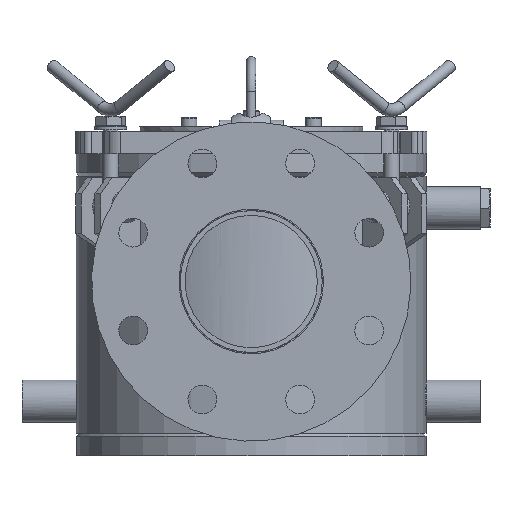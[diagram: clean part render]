
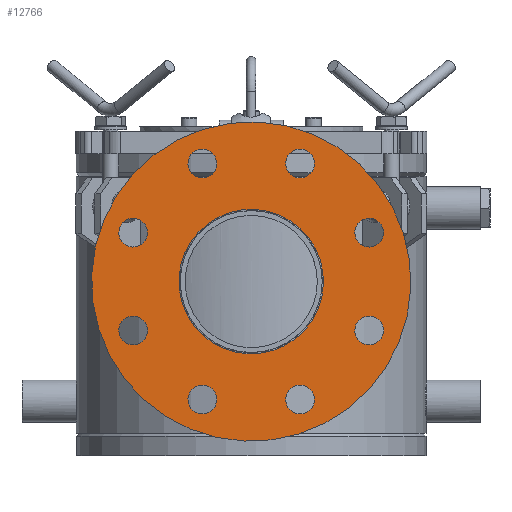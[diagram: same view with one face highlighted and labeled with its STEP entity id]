
A CAD part, front view. The second image highlights one B-rep face of the part: STEP entity #12766.
In plain terms, the highlighted planar face has unit normal (0, -1, 0).
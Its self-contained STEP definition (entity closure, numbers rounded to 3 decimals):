
#2251=PLANE('',#14058);
#2614=FACE_BOUND('',#4582,.T.);
#2615=FACE_BOUND('',#4583,.T.);
#2616=FACE_BOUND('',#4584,.T.);
#2617=FACE_BOUND('',#4585,.T.);
#2618=FACE_BOUND('',#4586,.T.);
#2619=FACE_BOUND('',#4587,.T.);
#2620=FACE_BOUND('',#4588,.T.);
#2621=FACE_BOUND('',#4589,.T.);
#2622=FACE_BOUND('',#4590,.T.);
#3434=FACE_OUTER_BOUND('',#4581,.T.);
#4581=EDGE_LOOP('',(#10920));
#4582=EDGE_LOOP('',(#10921));
#4583=EDGE_LOOP('',(#10922));
#4584=EDGE_LOOP('',(#10923));
#4585=EDGE_LOOP('',(#10924));
#4586=EDGE_LOOP('',(#10925));
#4587=EDGE_LOOP('',(#10926));
#4588=EDGE_LOOP('',(#10927));
#4589=EDGE_LOOP('',(#10928));
#4590=EDGE_LOOP('',(#10929));
#5168=CIRCLE('',#14030,9.);
#5170=CIRCLE('',#14033,9.);
#5172=CIRCLE('',#14036,9.);
#5174=CIRCLE('',#14039,9.);
#5176=CIRCLE('',#14042,9.);
#5178=CIRCLE('',#14045,9.);
#5180=CIRCLE('',#14048,9.);
#5182=CIRCLE('',#14051,9.);
#5183=CIRCLE('',#14053,45.25);
#5185=CIRCLE('',#14056,100.);
#6281=VERTEX_POINT('',#24877);
#6283=VERTEX_POINT('',#24882);
#6285=VERTEX_POINT('',#24887);
#6287=VERTEX_POINT('',#24892);
#6289=VERTEX_POINT('',#24897);
#6291=VERTEX_POINT('',#24902);
#6293=VERTEX_POINT('',#24907);
#6295=VERTEX_POINT('',#24912);
#6296=VERTEX_POINT('',#24915);
#6298=VERTEX_POINT('',#24920);
#7825=EDGE_CURVE('',#6281,#6281,#5168,.T.);
#7827=EDGE_CURVE('',#6283,#6283,#5170,.T.);
#7829=EDGE_CURVE('',#6285,#6285,#5172,.T.);
#7831=EDGE_CURVE('',#6287,#6287,#5174,.T.);
#7833=EDGE_CURVE('',#6289,#6289,#5176,.T.);
#7835=EDGE_CURVE('',#6291,#6291,#5178,.T.);
#7837=EDGE_CURVE('',#6293,#6293,#5180,.T.);
#7839=EDGE_CURVE('',#6295,#6295,#5182,.T.);
#7840=EDGE_CURVE('',#6296,#6296,#5183,.T.);
#7842=EDGE_CURVE('',#6298,#6298,#5185,.T.);
#10920=ORIENTED_EDGE('',*,*,#7842,.F.);
#10921=ORIENTED_EDGE('',*,*,#7825,.T.);
#10922=ORIENTED_EDGE('',*,*,#7827,.T.);
#10923=ORIENTED_EDGE('',*,*,#7829,.T.);
#10924=ORIENTED_EDGE('',*,*,#7831,.T.);
#10925=ORIENTED_EDGE('',*,*,#7833,.T.);
#10926=ORIENTED_EDGE('',*,*,#7835,.T.);
#10927=ORIENTED_EDGE('',*,*,#7837,.T.);
#10928=ORIENTED_EDGE('',*,*,#7839,.T.);
#10929=ORIENTED_EDGE('',*,*,#7840,.T.);
#12766=ADVANCED_FACE('',(#3434,#2614,#2615,#2616,#2617,#2618,#2619,#2620,
#2621,#2622),#2251,.F.);
#14030=AXIS2_PLACEMENT_3D('',#24878,#17243,#17244);
#14033=AXIS2_PLACEMENT_3D('',#24883,#17249,#17250);
#14036=AXIS2_PLACEMENT_3D('',#24888,#17255,#17256);
#14039=AXIS2_PLACEMENT_3D('',#24893,#17261,#17262);
#14042=AXIS2_PLACEMENT_3D('',#24898,#17267,#17268);
#14045=AXIS2_PLACEMENT_3D('',#24903,#17273,#17274);
#14048=AXIS2_PLACEMENT_3D('',#24908,#17279,#17280);
#14051=AXIS2_PLACEMENT_3D('',#24913,#17285,#17286);
#14053=AXIS2_PLACEMENT_3D('',#24916,#17289,#17290);
#14056=AXIS2_PLACEMENT_3D('',#24921,#17295,#17296);
#14058=AXIS2_PLACEMENT_3D('',#24924,#17299,#17300);
#17243=DIRECTION('center_axis',(0.,1.,0.));
#17244=DIRECTION('ref_axis',(-0.383,0.,0.924));
#17249=DIRECTION('center_axis',(0.,1.,0.));
#17250=DIRECTION('ref_axis',(0.383,0.,0.924));
#17255=DIRECTION('center_axis',(0.,1.,0.));
#17256=DIRECTION('ref_axis',(0.924,0.,0.383));
#17261=DIRECTION('center_axis',(0.,1.,0.));
#17262=DIRECTION('ref_axis',(0.924,0.,-0.383));
#17267=DIRECTION('center_axis',(0.,1.,0.));
#17268=DIRECTION('ref_axis',(0.383,0.,-0.924));
#17273=DIRECTION('center_axis',(0.,1.,0.));
#17274=DIRECTION('ref_axis',(-0.383,0.,-0.924));
#17279=DIRECTION('center_axis',(0.,1.,0.));
#17280=DIRECTION('ref_axis',(-0.924,0.,-0.383));
#17285=DIRECTION('center_axis',(0.,1.,0.));
#17286=DIRECTION('ref_axis',(-0.924,0.,0.383));
#17289=DIRECTION('center_axis',(0.,1.,0.));
#17290=DIRECTION('ref_axis',(-0.924,0.,0.383));
#17295=DIRECTION('center_axis',(0.,1.,0.));
#17296=DIRECTION('ref_axis',(-0.924,0.,0.383));
#17299=DIRECTION('center_axis',(0.,1.,0.));
#17300=DIRECTION('ref_axis',(-0.924,0.,0.383));
#24877=CARTESIAN_POINT('',(77.355,-180.,98.3));
#24878=CARTESIAN_POINT('Origin',(73.91,-180.,106.615));
#24882=CARTESIAN_POINT('',(70.466,-180.,37.07));
#24883=CARTESIAN_POINT('Origin',(73.91,-180.,45.385));
#24887=CARTESIAN_POINT('',(22.3,-180.,-1.355));
#24888=CARTESIAN_POINT('Origin',(30.615,-180.,2.09));
#24892=CARTESIAN_POINT('',(-38.93,-180.,5.534));
#24893=CARTESIAN_POINT('Origin',(-30.615,-180.,2.09));
#24897=CARTESIAN_POINT('',(-77.355,-180.,53.7));
#24898=CARTESIAN_POINT('Origin',(-73.91,-180.,45.385));
#24902=CARTESIAN_POINT('',(-70.466,-180.,114.93));
#24903=CARTESIAN_POINT('Origin',(-73.91,-180.,106.615));
#24907=CARTESIAN_POINT('',(-22.3,-180.,153.355));
#24908=CARTESIAN_POINT('Origin',(-30.615,-180.,149.91));
#24912=CARTESIAN_POINT('',(38.93,-180.,146.466));
#24913=CARTESIAN_POINT('Origin',(30.615,-180.,149.91));
#24915=CARTESIAN_POINT('',(41.806,-180.,58.684));
#24916=CARTESIAN_POINT('Origin',(0.,-180.,76.));
#24920=CARTESIAN_POINT('',(92.388,-180.,37.732));
#24921=CARTESIAN_POINT('Origin',(0.,-180.,76.));
#24924=CARTESIAN_POINT('Origin',(0.,-180.,76.));
